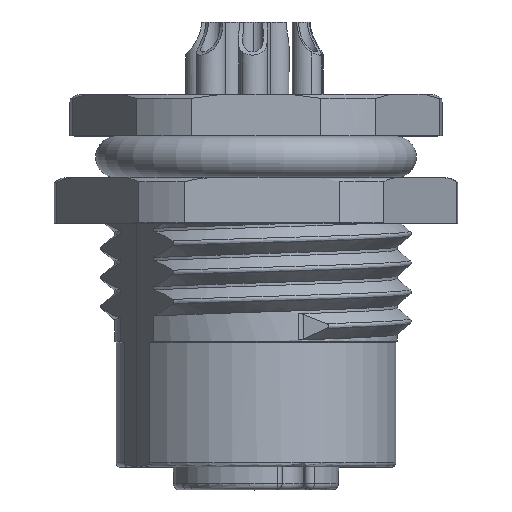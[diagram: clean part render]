
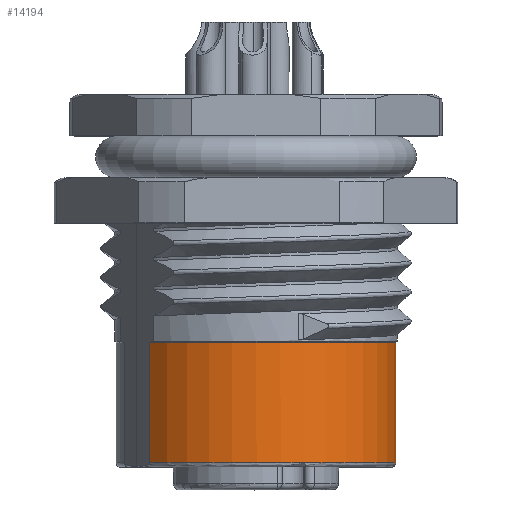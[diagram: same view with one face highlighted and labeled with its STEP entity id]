
A CAD part, top view. The second image highlights one B-rep face of the part: STEP entity #14194.
In plain terms, the highlighted cylindrical face has radius 6.75 mm (diameter 13.5 mm), a partial arc.
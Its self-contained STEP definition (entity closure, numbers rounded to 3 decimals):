
#1195=CARTESIAN_POINT('',(6.358,-15.8,
-2.266));
#1682=CARTESIAN_POINT('',(0.,-10.,
0.));
#1683=DIRECTION('',(0.,-1.,0.));
#1684=DIRECTION('',(0.942,0.,-0.336));
#1685=AXIS2_PLACEMENT_3D('',#1682,#1683,#1684);
#1687=CARTESIAN_POINT('',(0.,-10.,
0.));
#1688=DIRECTION('',(0.,-1.,0.));
#1689=DIRECTION('',(1.,0.,0.));
#1690=AXIS2_PLACEMENT_3D('',#1687,#1688,#1689);
#1692=CARTESIAN_POINT('',(0.,-10.,
0.));
#1693=DIRECTION('',(0.,-1.,0.));
#1694=DIRECTION('',(0.,0.,1.));
#1695=AXIS2_PLACEMENT_3D('',#1692,#1693,#1694);
#1697=CARTESIAN_POINT('',(-5.141,-10.,
4.374));
#1704=DIRECTION('',(0.,1.,0.));
#1705=VECTOR('',#1704,5.8);
#1706=CARTESIAN_POINT('',(-5.141,-15.8,
4.374));
#1707=LINE('',#1706,#1705);
#1708=DIRECTION('',(0.,-1.,0.));
#1709=VECTOR('',#1708,5.8);
#1710=CARTESIAN_POINT('',(6.358,-10.,
-2.266));
#1711=LINE('',#1710,#1709);
#1743=CARTESIAN_POINT('',(0.,-15.8,0.));
#1744=DIRECTION('',(0.,1.,0.));
#1745=DIRECTION('',(-0.762,0.,0.648));
#1746=AXIS2_PLACEMENT_3D('',#1743,#1744,#1745);
#1748=CARTESIAN_POINT('',(0.,-15.8,0.));
#1749=DIRECTION('',(0.,1.,0.));
#1750=DIRECTION('',(1.,0.,0.));
#1751=AXIS2_PLACEMENT_3D('',#1748,#1749,#1750);
#10316=VERTEX_POINT('',#1697);
#10317=CARTESIAN_POINT('',(-5.141,-15.8,
4.374));
#10318=VERTEX_POINT('',#10317);
#10429=VERTEX_POINT('',#1195);
#10430=CARTESIAN_POINT('',(6.358,-10.,
-2.266));
#10431=VERTEX_POINT('',#10430);
#10467=CARTESIAN_POINT('',(6.75,-10.,
0.));
#10468=VERTEX_POINT('',#10467);
#10469=CARTESIAN_POINT('',(0.,-10.,
6.75));
#10470=VERTEX_POINT('',#10469);
#10471=CARTESIAN_POINT('',(6.75,-15.8,0.));
#10472=VERTEX_POINT('',#10471);
#14178=CARTESIAN_POINT('',(0.,-10.,0.));
#14179=DIRECTION('',(0.,-1.,0.));
#14180=DIRECTION('',(1.,0.,0.));
#14181=AXIS2_PLACEMENT_3D('',#14178,#14179,#14180);
#14182=CYLINDRICAL_SURFACE('',#14181,6.75);
#14184=ORIENTED_EDGE('',*,*,#14183,.F.);
#14186=ORIENTED_EDGE('',*,*,#14185,.F.);
#14187=ORIENTED_EDGE('',*,*,#12623,.T.);
#14188=ORIENTED_EDGE('',*,*,#14172,.F.);
#14189=ORIENTED_EDGE('',*,*,#14170,.F.);
#14190=ORIENTED_EDGE('',*,*,#14168,.F.);
#14191=ORIENTED_EDGE('',*,*,#13174,.T.);
#14192=EDGE_LOOP('',(#14184,#14186,#14187,#14188,#14189,#14190,#14191));
#14193=FACE_OUTER_BOUND('',#14192,.F.);
#14194=ADVANCED_FACE('',(#14193),#14182,.T.);
#1686=CIRCLE('',#1685,6.75);
#1691=CIRCLE('',#1690,6.75);
#1696=CIRCLE('',#1695,6.75);
#1747=CIRCLE('',#1746,6.75);
#1752=CIRCLE('',#1751,6.75);
#12623=EDGE_CURVE('',#10318,#10316,#1707,.T.);
#13174=EDGE_CURVE('',#10431,#10429,#1711,.T.);
#14168=EDGE_CURVE('',#10431,#10468,#1686,.T.);
#14170=EDGE_CURVE('',#10468,#10470,#1691,.T.);
#14172=EDGE_CURVE('',#10470,#10316,#1696,.T.);
#14183=EDGE_CURVE('',#10472,#10429,#1752,.T.);
#14185=EDGE_CURVE('',#10318,#10472,#1747,.T.);
